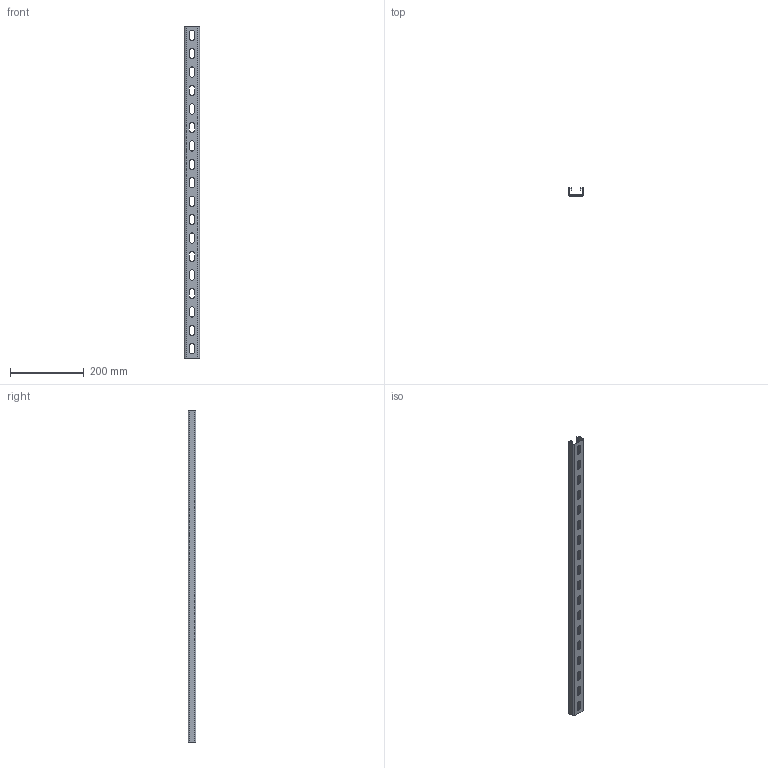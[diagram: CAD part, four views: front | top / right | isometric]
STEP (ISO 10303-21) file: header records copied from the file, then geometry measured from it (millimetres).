
FILE_DESCRIPTION (( 'STEP AP214' ), '1' );
FILE_NAME ('1122940.stp', '2017-12-07T08:31:54', ( '' ), ( '' ), 'SwSTEP 2.0', 'SolidWorks 2016', '' );
FILE_SCHEMA (( 'AUTOMOTIVE_DESIGN' ));
Length unit declared in the file: millimetre
Products named in the file (1): 1122940
Bounding box: 41 x 21 x 900 mm (x, y, z)
Volume: 160958.9 mm3; surface area: 167535.9 mm2
Topology: 1 solids, 1 shells, 144 faces, 378 edges, 236 vertices
Faces by surface type: plane 78, cylinder 66
Entity records: 4516 total; most frequent: DIRECTION 800, CARTESIAN_POINT 759, ORIENTED_EDGE 756, EDGE_CURVE 378, AXIS2_PLACEMENT_3D 277, VECTOR 246, LINE 246, VERTEX_POINT 236
